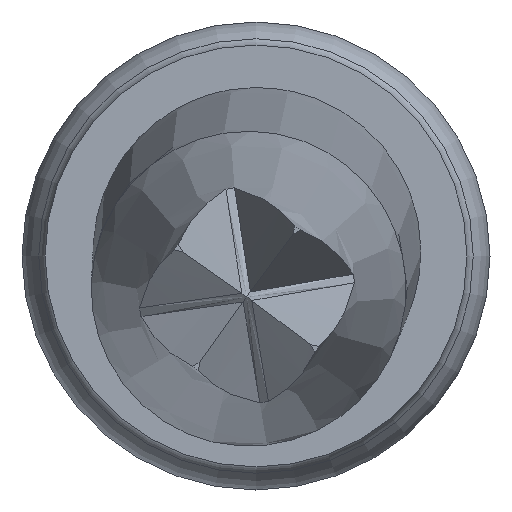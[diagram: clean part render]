
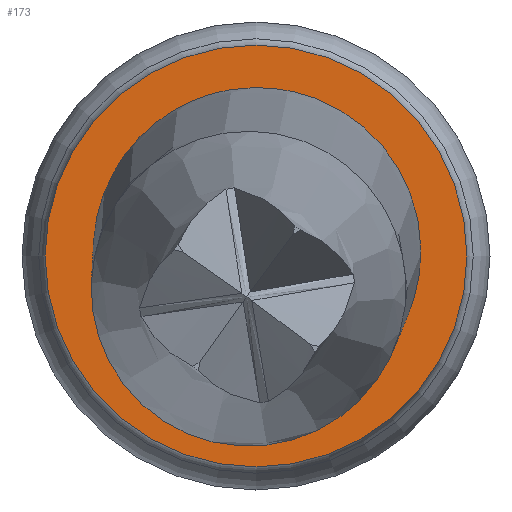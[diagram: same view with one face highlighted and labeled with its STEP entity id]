
A CAD part, left-side view. The second image highlights one B-rep face of the part: STEP entity #173.
In plain terms, the highlighted planar face has unit normal (-1, 0, 0).
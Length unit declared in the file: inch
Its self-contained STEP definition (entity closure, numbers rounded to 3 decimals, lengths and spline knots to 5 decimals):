
#11 = CARTESIAN_POINT ( 'NONE',  ( 0., 0., 0. ) ) ;
#34 = CIRCLE ( 'NONE', #982, 0.02425 ) ;
#59 = FACE_OUTER_BOUND ( 'NONE', #556, .T. ) ;
#80 = EDGE_CURVE ( 'NONE', #284, #284, #34, .T. ) ;
#142 = CARTESIAN_POINT ( 'NONE',  ( 0., 0., -0.02425 ) ) ;
#153 = DIRECTION ( 'NONE',  ( 1., 0., 0. ) ) ;
#173 = ADVANCED_FACE ( 'NONE', ( #1192, #59 ), #277, .F. ) ;
#183 = DIRECTION ( 'NONE',  ( 1., 0., 0. ) ) ;
#254 = CARTESIAN_POINT ( 'NONE',  ( 0., -0.04102, 0.01061 ) ) ;
#277 = PLANE ( 'NONE',  #789 ) ;
#284 = VERTEX_POINT ( 'NONE', #142 ) ;
#353 = EDGE_CURVE ( 'NONE', #1256, #1256, #503, .T. ) ;
#503 =( BOUNDED_CURVE ( )  B_SPLINE_CURVE ( 3, ( #1257, #254, #1056, #836, #719, #1292, #1047 ),
 .UNSPECIFIED., .T., .F. ) 
 B_SPLINE_CURVE_WITH_KNOTS ( ( 4, 3, 4 ),
 ( 0., 3.14159, 6.28319 ),
 .UNSPECIFIED. ) 
 CURVE ( )  GEOMETRIC_REPRESENTATION_ITEM ( )  RATIONAL_B_SPLINE_CURVE ( ( 1., 0.333, 0.333, 1., 0.333, 0.333, 1. ) ) 
 REPRESENTATION_ITEM ( '' )  );
#556 = EDGE_LOOP ( 'NONE', ( #1059 ) ) ;
#588 = DIRECTION ( 'NONE',  ( 0., 0., -1. ) ) ;
#662 = ORIENTED_EDGE ( 'NONE', *, *, #353, .T. ) ;
#719 = CARTESIAN_POINT ( 'NONE',  ( 0., 0.04079, -0.00957 ) ) ;
#721 = CARTESIAN_POINT ( 'NONE',  ( 0., 0.02725, 0. ) ) ;
#789 = AXIS2_PLACEMENT_3D ( 'NONE', #721, #183, #1184 ) ;
#836 = CARTESIAN_POINT ( 'NONE',  ( 0., 0.00403, -0.01786 ) ) ;
#922 = EDGE_LOOP ( 'NONE', ( #662 ) ) ;
#933 = CARTESIAN_POINT ( 'NONE',  ( 0., -0.00426, 0.0189 ) ) ;
#982 = AXIS2_PLACEMENT_3D ( 'NONE', #11, #153, #588 ) ;
#1047 = CARTESIAN_POINT ( 'NONE',  ( 0., -0.00426, 0.0189 ) ) ;
#1056 = CARTESIAN_POINT ( 'NONE',  ( 0., -0.03273, -0.02615 ) ) ;
#1059 = ORIENTED_EDGE ( 'NONE', *, *, #80, .F. ) ;
#1184 = DIRECTION ( 'NONE',  ( 0., 0., -1. ) ) ;
#1192 = FACE_BOUND ( 'NONE', #922, .T. ) ;
#1256 = VERTEX_POINT ( 'NONE', #933 ) ;
#1257 = CARTESIAN_POINT ( 'NONE',  ( 0., -0.00426, 0.0189 ) ) ;
#1292 = CARTESIAN_POINT ( 'NONE',  ( 0., 0.03249, 0.02719 ) ) ;
